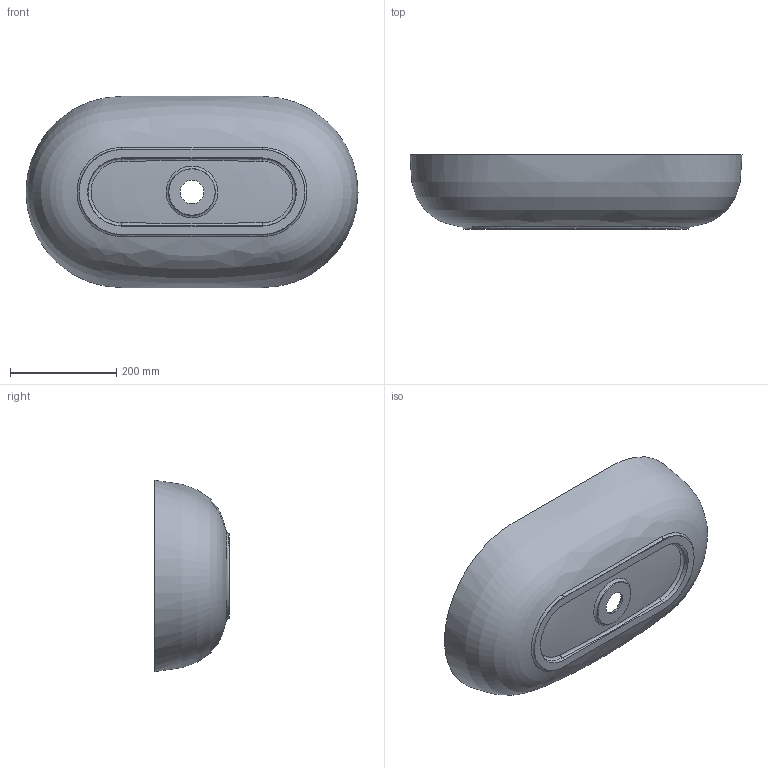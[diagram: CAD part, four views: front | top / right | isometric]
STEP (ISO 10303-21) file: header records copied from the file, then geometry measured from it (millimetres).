
FILE_DESCRIPTION (( 'STEP AP214' ), '1' );
FILE_NAME ('Mark 625.STEP', '2022-11-10T09:30:59', ( 'User Windows' ), ( '' ), 'SwSTEP 2.0', 'SolidWorks 2020', '' );
FILE_SCHEMA (( 'AUTOMOTIVE_DESIGN' ));
Length unit declared in the file: millimetre
Products named in the file (1): Mark 625
Bounding box: 625 x 140 x 360 mm (x, y, z)
Volume: 5397635.6 mm3; surface area: 651169.1 mm2
Topology: 1 solids, 1 shells, 34 faces, 83 edges, 53 vertices
Faces by surface type: bspline 16, cone 9, plane 8, torus 1
Entity records: 5405 total; most frequent: CARTESIAN_POINT 4729, ORIENTED_EDGE 140, DIRECTION 104, EDGE_CURVE 70, VERTEX_POINT 48, EDGE_LOOP 46, AXIS2_PLACEMENT_3D 45, FACE_OUTER_BOUND 39
